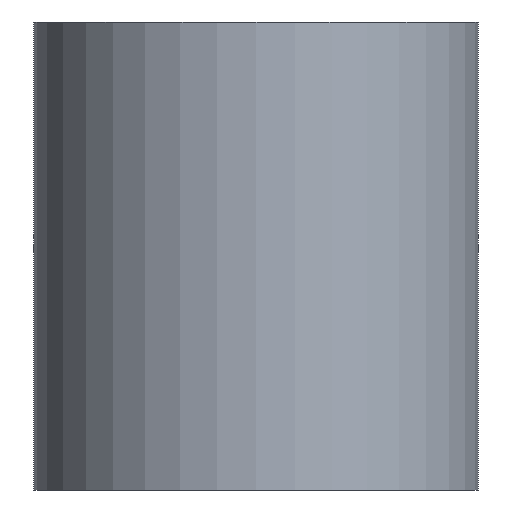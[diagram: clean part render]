
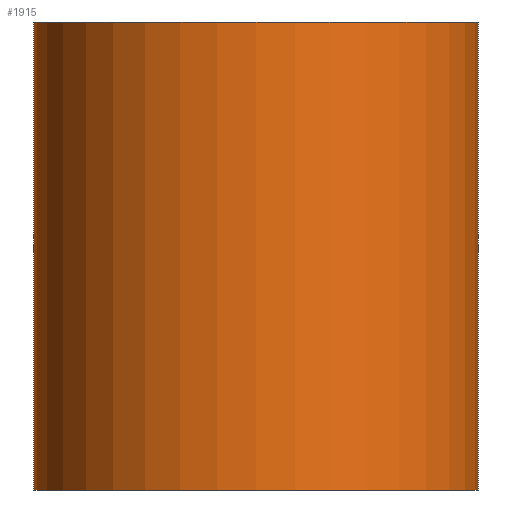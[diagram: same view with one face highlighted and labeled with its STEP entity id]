
A CAD part, front view. The second image highlights one B-rep face of the part: STEP entity #1915.
In plain terms, the highlighted cylindrical face has radius 47.5 mm (diameter 95 mm), a full revolution.
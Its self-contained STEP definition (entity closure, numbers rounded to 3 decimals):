
#161=CIRCLE('',#2182,47.5);
#162=CIRCLE('',#2183,47.5);
#235=CYLINDRICAL_SURFACE('',#2181,47.5);
#332=FACE_OUTER_BOUND('',#431,.T.);
#431=EDGE_LOOP('',(#1595,#1596,#1597,#1598));
#580=LINE('',#3404,#725);
#725=VECTOR('',#2816,47.5);
#918=VERTEX_POINT('',#3401);
#919=VERTEX_POINT('',#3403);
#1208=EDGE_CURVE('',#918,#918,#161,.T.);
#1209=EDGE_CURVE('',#918,#919,#580,.T.);
#1210=EDGE_CURVE('',#919,#919,#162,.T.);
#1595=ORIENTED_EDGE('',*,*,#1208,.F.);
#1596=ORIENTED_EDGE('',*,*,#1209,.T.);
#1597=ORIENTED_EDGE('',*,*,#1210,.F.);
#1598=ORIENTED_EDGE('',*,*,#1209,.F.);
#1915=ADVANCED_FACE('',(#332),#235,.T.);
#2181=AXIS2_PLACEMENT_3D('',#3400,#2812,#2813);
#2182=AXIS2_PLACEMENT_3D('',#3402,#2814,#2815);
#2183=AXIS2_PLACEMENT_3D('',#3405,#2817,#2818);
#2812=DIRECTION('center_axis',(0.,0.,1.));
#2813=DIRECTION('ref_axis',(-1.,0.,0.));
#2814=DIRECTION('center_axis',(0.,0.,1.));
#2815=DIRECTION('ref_axis',(-1.,0.,0.));
#2816=DIRECTION('',(0.,0.,-1.));
#2817=DIRECTION('center_axis',(0.,0.,-1.));
#2818=DIRECTION('ref_axis',(-1.,0.,0.));
#3400=CARTESIAN_POINT('Origin',(0.,0.,0.));
#3401=CARTESIAN_POINT('',(47.5,0.,100.));
#3402=CARTESIAN_POINT('Origin',(0.,0.,100.));
#3403=CARTESIAN_POINT('',(47.5,0.,0.));
#3404=CARTESIAN_POINT('',(47.5,0.,0.));
#3405=CARTESIAN_POINT('Origin',(0.,0.,0.));
